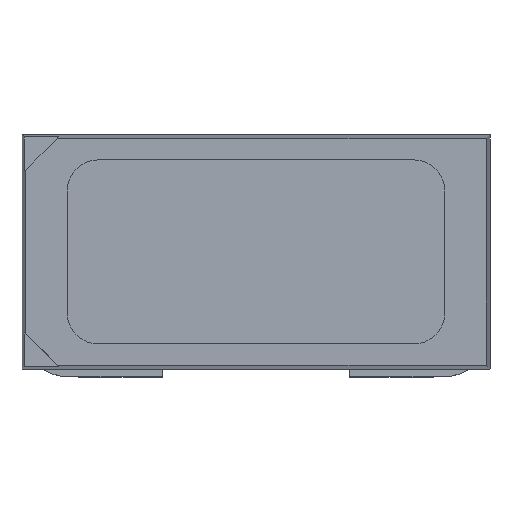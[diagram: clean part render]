
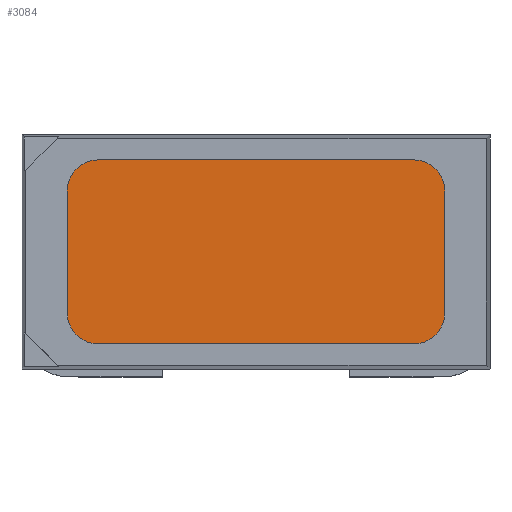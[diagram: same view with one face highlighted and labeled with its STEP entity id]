
A CAD part, top view. The second image highlights one B-rep face of the part: STEP entity #3084.
In plain terms, the highlighted planar face has unit normal (0, 0, 1).
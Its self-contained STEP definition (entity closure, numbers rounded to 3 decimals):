
#249=CIRCLE('',#3920,0.2);
#250=CIRCLE('',#3923,0.2);
#251=CIRCLE('',#3926,0.2);
#252=CIRCLE('',#3929,0.2);
#853=ORIENTED_EDGE('',*,*,#1429,.T.);
#854=ORIENTED_EDGE('',*,*,#1433,.T.);
#855=ORIENTED_EDGE('',*,*,#1436,.T.);
#856=ORIENTED_EDGE('',*,*,#1439,.T.);
#857=ORIENTED_EDGE('',*,*,#1442,.T.);
#858=ORIENTED_EDGE('',*,*,#1445,.T.);
#859=ORIENTED_EDGE('',*,*,#1448,.T.);
#860=ORIENTED_EDGE('',*,*,#1451,.T.);
#1429=EDGE_CURVE('',#1777,#1778,#249,.T.);
#1433=EDGE_CURVE('',#1778,#1781,#2051,.T.);
#1436=EDGE_CURVE('',#1781,#1783,#250,.T.);
#1439=EDGE_CURVE('',#1783,#1785,#2054,.T.);
#1442=EDGE_CURVE('',#1785,#1787,#251,.T.);
#1445=EDGE_CURVE('',#1787,#1789,#2057,.T.);
#1448=EDGE_CURVE('',#1789,#1791,#252,.T.);
#1451=EDGE_CURVE('',#1791,#1777,#2060,.T.);
#1777=VERTEX_POINT('',#5736);
#1778=VERTEX_POINT('',#5737);
#1781=VERTEX_POINT('',#5748);
#1783=VERTEX_POINT('',#5757);
#1785=VERTEX_POINT('',#5766);
#1787=VERTEX_POINT('',#5775);
#1789=VERTEX_POINT('',#5784);
#1791=VERTEX_POINT('',#5793);
#2051=LINE('',#5747,#2339);
#2054=LINE('',#5765,#2342);
#2057=LINE('',#5783,#2345);
#2060=LINE('',#5801,#2348);
#2339=VECTOR('',#4561,1000.);
#2342=VECTOR('',#4570,1000.);
#2345=VECTOR('',#4579,1000.);
#2348=VECTOR('',#4588,1000.);
#2599=EDGE_LOOP('',(#853,#854,#855,#856,#857,#858,#859,#860));
#2801=FACE_BOUND('',#2599,.T.);
#2926=PLANE('',#3931);
#3084=ADVANCED_FACE('',(#2801),#2926,.T.);
#3920=AXIS2_PLACEMENT_3D('',#5735,#4555,#4556);
#3923=AXIS2_PLACEMENT_3D('',#5756,#4565,#4566);
#3926=AXIS2_PLACEMENT_3D('',#5774,#4574,#4575);
#3929=AXIS2_PLACEMENT_3D('',#5792,#4583,#4584);
#3931=AXIS2_PLACEMENT_3D('',#5806,#4589,#4590);
#4555=DIRECTION('',(0.,0.,1.));
#4556=DIRECTION('',(0.,-1.,0.));
#4561=DIRECTION('',(0.,-1.,0.));
#4565=DIRECTION('',(0.,0.,1.));
#4566=DIRECTION('',(0.,1.,0.));
#4570=DIRECTION('',(1.,0.,0.));
#4574=DIRECTION('',(0.,0.,1.));
#4575=DIRECTION('',(0.,-1.,0.));
#4579=DIRECTION('',(0.,1.,0.));
#4583=DIRECTION('',(0.,0.,1.));
#4584=DIRECTION('',(0.,-1.,0.));
#4588=DIRECTION('',(-1.,0.,0.));
#4589=DIRECTION('',(0.,0.,1.));
#4590=DIRECTION('',(1.,0.,0.));
#5735=CARTESIAN_POINT('',(-0.39,1.01,1.33));
#5736=CARTESIAN_POINT('',(-0.39,1.21,1.33));
#5737=CARTESIAN_POINT('',(-0.59,1.01,1.33));
#5747=CARTESIAN_POINT('',(-0.59,1.01,1.33));
#5748=CARTESIAN_POINT('',(-0.59,-1.01,1.33));
#5756=CARTESIAN_POINT('',(-0.39,-1.01,1.33));
#5757=CARTESIAN_POINT('',(-0.39,-1.21,1.33));
#5765=CARTESIAN_POINT('',(-0.39,-1.21,1.33));
#5766=CARTESIAN_POINT('',(0.39,-1.21,1.33));
#5774=CARTESIAN_POINT('',(0.39,-1.01,1.33));
#5775=CARTESIAN_POINT('',(0.59,-1.01,1.33));
#5783=CARTESIAN_POINT('',(0.59,-1.01,1.33));
#5784=CARTESIAN_POINT('',(0.59,1.01,1.33));
#5792=CARTESIAN_POINT('',(0.39,1.01,1.33));
#5793=CARTESIAN_POINT('',(0.39,1.21,1.33));
#5801=CARTESIAN_POINT('',(0.39,1.21,1.33));
#5806=CARTESIAN_POINT('',(-0.39,1.01,1.33));
